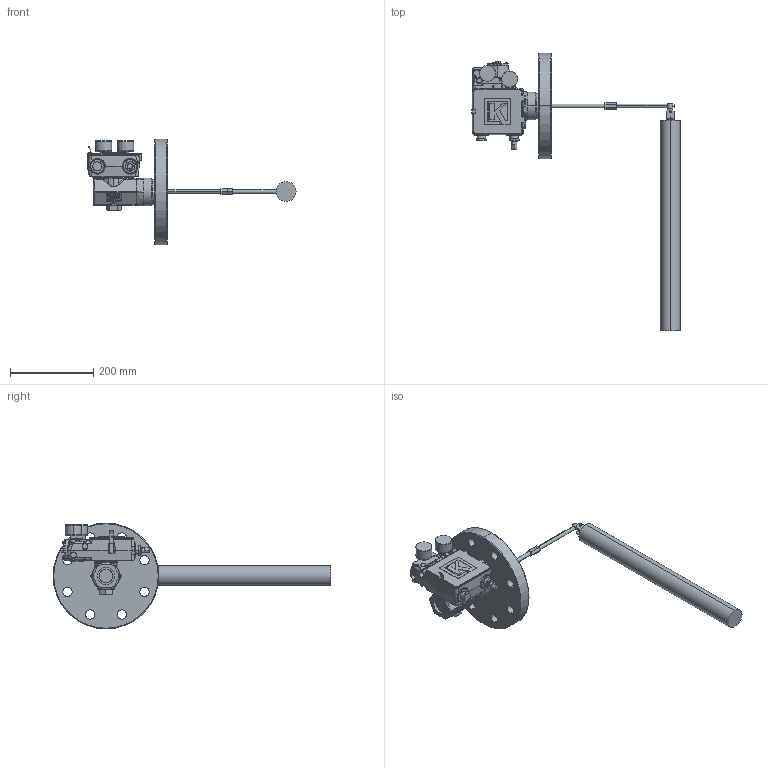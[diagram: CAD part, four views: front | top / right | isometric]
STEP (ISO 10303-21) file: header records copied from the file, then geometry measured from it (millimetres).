
FILE_DESCRIPTION (( 'STEP AP214' ), '1' );
FILE_NAME ('FPL2S4L2AS-LDNF20.STEP', '2025-07-15T20:11:55', ( '' ), ( '' ), 'SwSTEP 2.0', 'SolidWorks 2024', '' );
FILE_SCHEMA (( 'AUTOMOTIVE_DESIGN' ));
Length unit declared in the file: inch
Products named in the file (1): FPL2S4L2AS-LDNF20
Bounding box: 499.82 x 667.21 x 254 mm (x, y, z)
Volume: 4109744.5 mm3; surface area: 512789.7 mm2
Topology: 23 solids, 23 shells, 3100 faces, 7600 edges, 4588 vertices
Faces by surface type: plane 957, bspline 840, cylinder 687, cone 371, torus 169, sphere 76
Entity records: 170801 total; most frequent: CARTESIAN_POINT 105498, ORIENTED_EDGE 15066, DIRECTION 11456, EDGE_CURVE 7533, VERTEX_POINT 4583, AXIS2_PLACEMENT_3D 4226, EDGE_LOOP 3244, ADVANCED_FACE 3100
